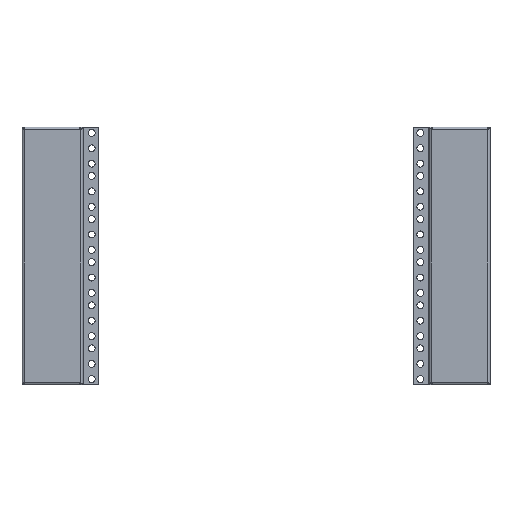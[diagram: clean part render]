
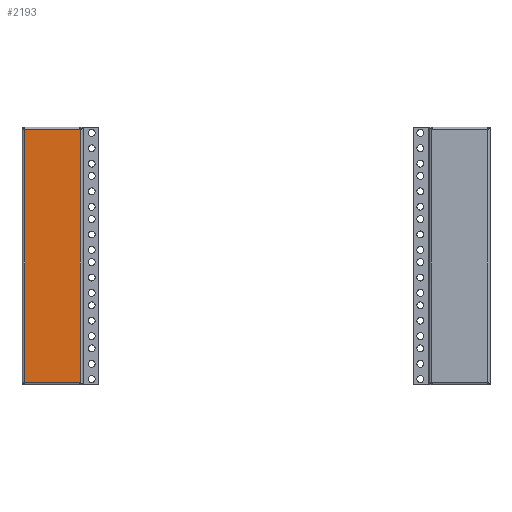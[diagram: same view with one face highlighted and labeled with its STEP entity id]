
A CAD part, top view. The second image highlights one B-rep face of the part: STEP entity #2193.
In plain terms, the highlighted planar face has unit normal (0, 0, 1).
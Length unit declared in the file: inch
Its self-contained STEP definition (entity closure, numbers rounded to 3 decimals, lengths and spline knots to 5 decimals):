
#15=DIRECTION('',(-1.,0.,0.));
#16=VECTOR('',#15,0.01);
#17=CARTESIAN_POINT('',(1.1295,-5.1295,0.));
#18=LINE('',#17,#16);
#23=DIRECTION('',(1.,0.,0.));
#24=VECTOR('',#23,0.01);
#25=CARTESIAN_POINT('',(-1.1295,-5.1295,0.));
#26=LINE('',#25,#24);
#30=DIRECTION('',(1.,0.,0.));
#31=VECTOR('',#30,0.01);
#32=CARTESIAN_POINT('',(-1.1295,5.1295,0.));
#33=LINE('',#32,#31);
#37=DIRECTION('',(-1.,0.,0.));
#38=VECTOR('',#37,0.01);
#39=CARTESIAN_POINT('',(1.1295,5.1295,0.));
#40=LINE('',#39,#38);
#44=DIRECTION('',(0.,-1.,0.));
#45=VECTOR('',#44,10.259);
#46=CARTESIAN_POINT('',(1.1295,5.1295,0.));
#47=LINE('',#46,#45);
#118=DIRECTION('',(1.,0.,0.));
#119=VECTOR('',#118,2.239);
#120=CARTESIAN_POINT('',(-1.1195,5.1295,0.));
#121=LINE('',#120,#119);
#215=DIRECTION('',(0.,1.,0.));
#216=VECTOR('',#215,10.259);
#217=CARTESIAN_POINT('',(-1.1295,-5.1295,0.));
#218=LINE('',#217,#216);
#370=DIRECTION('',(-1.,0.,0.));
#371=VECTOR('',#370,2.239);
#372=CARTESIAN_POINT('',(1.1195,-5.1295,0.));
#373=LINE('',#372,#371);
#1938=CARTESIAN_POINT('',(-1.1295,-5.1295,0.));
#1939=CARTESIAN_POINT('',(-1.1195,-5.1295,0.));
#1940=VERTEX_POINT('',#1938);
#1941=VERTEX_POINT('',#1939);
#1946=CARTESIAN_POINT('',(1.1295,-5.1295,0.));
#1947=CARTESIAN_POINT('',(1.1195,-5.1295,0.));
#1948=VERTEX_POINT('',#1946);
#1949=VERTEX_POINT('',#1947);
#1954=CARTESIAN_POINT('',(-1.1295,5.1295,0.));
#1955=CARTESIAN_POINT('',(-1.1195,5.1295,0.));
#1956=VERTEX_POINT('',#1954);
#1957=VERTEX_POINT('',#1955);
#1962=CARTESIAN_POINT('',(1.1295,5.1295,0.));
#1963=CARTESIAN_POINT('',(1.1195,5.1295,0.));
#1964=VERTEX_POINT('',#1962);
#1965=VERTEX_POINT('',#1963);
#2170=CARTESIAN_POINT('',(0.,0.,0.));
#2171=DIRECTION('',(0.,0.,1.));
#2172=DIRECTION('',(1.,0.,0.));
#2173=AXIS2_PLACEMENT_3D('',#2170,#2171,#2172);
#2174=PLANE('',#2173);
#2176=ORIENTED_EDGE('',*,*,#2175,.T.);
#2178=ORIENTED_EDGE('',*,*,#2177,.T.);
#2180=ORIENTED_EDGE('',*,*,#2179,.T.);
#2182=ORIENTED_EDGE('',*,*,#2181,.F.);
#2184=ORIENTED_EDGE('',*,*,#2183,.T.);
#2186=ORIENTED_EDGE('',*,*,#2185,.T.);
#2188=ORIENTED_EDGE('',*,*,#2187,.T.);
#2190=ORIENTED_EDGE('',*,*,#2189,.F.);
#2191=EDGE_LOOP('',(#2176,#2178,#2180,#2182,#2184,#2186,#2188,#2190));
#2192=FACE_OUTER_BOUND('',#2191,.F.);
#2193=ADVANCED_FACE('',(#2192),#2174,.T.);
#2175=EDGE_CURVE('',#1964,#1948,#47,.T.);
#2177=EDGE_CURVE('',#1948,#1949,#18,.T.);
#2179=EDGE_CURVE('',#1949,#1941,#373,.T.);
#2181=EDGE_CURVE('',#1940,#1941,#26,.T.);
#2183=EDGE_CURVE('',#1940,#1956,#218,.T.);
#2185=EDGE_CURVE('',#1956,#1957,#33,.T.);
#2187=EDGE_CURVE('',#1957,#1965,#121,.T.);
#2189=EDGE_CURVE('',#1964,#1965,#40,.T.);
